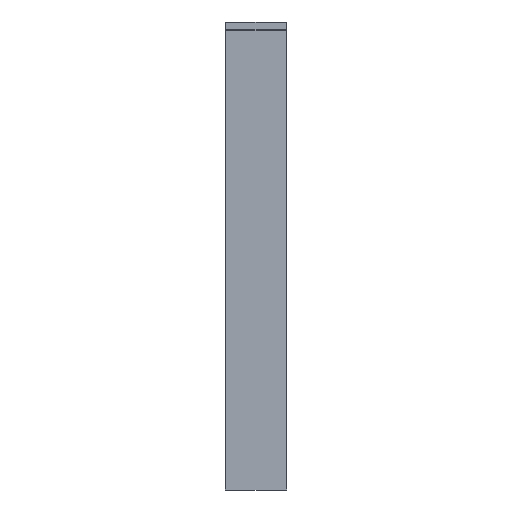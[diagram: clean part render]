
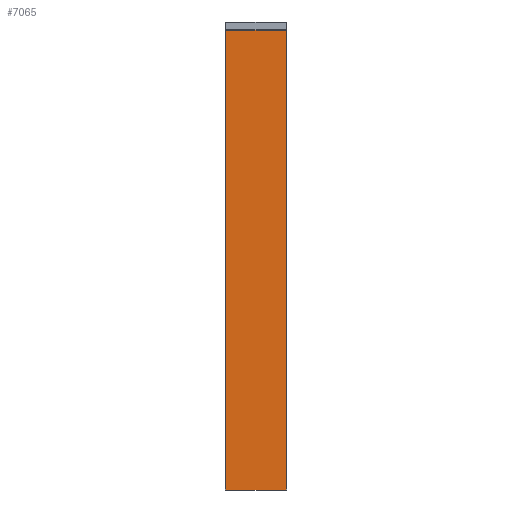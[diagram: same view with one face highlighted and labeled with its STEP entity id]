
A CAD part, front view. The second image highlights one B-rep face of the part: STEP entity #7065.
In plain terms, the highlighted planar face has unit normal (0, -1, 0).
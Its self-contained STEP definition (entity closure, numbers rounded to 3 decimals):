
#378 = LINE ( 'NONE', #5785, #2445 ) ;
#659 = PLANE ( 'NONE',  #4371 ) ;
#1095 = VERTEX_POINT ( 'NONE', #3111 ) ;
#1485 = EDGE_CURVE ( 'NONE', #5844, #2688, #378, .T. ) ;
#1583 = LINE ( 'NONE', #6310, #4957 ) ;
#1953 = CARTESIAN_POINT ( 'NONE',  ( -198., 0., 2995.055 ) ) ;
#2376 = DIRECTION ( 'NONE',  ( 0., 0., -1. ) ) ;
#2445 = VECTOR ( 'NONE', #2376, 1000. ) ;
#2525 = LINE ( 'NONE', #8535, #2679 ) ;
#2679 = VECTOR ( 'NONE', #7298, 1000. ) ;
#2688 = VERTEX_POINT ( 'NONE', #5346 ) ;
#2903 = ORIENTED_EDGE ( 'NONE', *, *, #1485, .T. ) ;
#3111 = CARTESIAN_POINT ( 'NONE',  ( 198., 0., 0. ) ) ;
#3259 = ORIENTED_EDGE ( 'NONE', *, *, #6376, .F. ) ;
#3366 = DIRECTION ( 'NONE',  ( 0., 1., 0. ) ) ;
#4077 = VECTOR ( 'NONE', #4183, 1000. ) ;
#4150 = CARTESIAN_POINT ( 'NONE',  ( 0., 0., 3050. ) ) ;
#4183 = DIRECTION ( 'NONE',  ( 0., 0., -1. ) ) ;
#4267 = LINE ( 'NONE', #7017, #4077 ) ;
#4345 = EDGE_LOOP ( 'NONE', ( #3259, #4512, #2903, #5151 ) ) ;
#4371 = AXIS2_PLACEMENT_3D ( 'NONE', #4150, #3366, #6856 ) ;
#4512 = ORIENTED_EDGE ( 'NONE', *, *, #4887, .T. ) ;
#4887 = EDGE_CURVE ( 'NONE', #7632, #5844, #2525, .T. ) ;
#4957 = VECTOR ( 'NONE', #6887, 1000. ) ;
#5151 = ORIENTED_EDGE ( 'NONE', *, *, #7489, .T. ) ;
#5346 = CARTESIAN_POINT ( 'NONE',  ( -198., 0., 0. ) ) ;
#5785 = CARTESIAN_POINT ( 'NONE',  ( -198., 0., 3050. ) ) ;
#5844 = VERTEX_POINT ( 'NONE', #1953 ) ;
#6310 = CARTESIAN_POINT ( 'NONE',  ( 0., 0., 0. ) ) ;
#6376 = EDGE_CURVE ( 'NONE', #7632, #1095, #4267, .T. ) ;
#6731 = FACE_OUTER_BOUND ( 'NONE', #4345, .T. ) ;
#6856 = DIRECTION ( 'NONE',  ( -1., 0., 0. ) ) ;
#6887 = DIRECTION ( 'NONE',  ( 1., 0., 0. ) ) ;
#7017 = CARTESIAN_POINT ( 'NONE',  ( 198., 0., 3050. ) ) ;
#7065 = ADVANCED_FACE ( 'NONE', ( #6731 ), #659, .F. ) ;
#7298 = DIRECTION ( 'NONE',  ( -1., 0., 0. ) ) ;
#7489 = EDGE_CURVE ( 'NONE', #2688, #1095, #1583, .T. ) ;
#7632 = VERTEX_POINT ( 'NONE', #8480 ) ;
#8480 = CARTESIAN_POINT ( 'NONE',  ( 198., 0., 2995.055 ) ) ;
#8535 = CARTESIAN_POINT ( 'NONE',  ( 199., 0., 2995.055 ) ) ;
